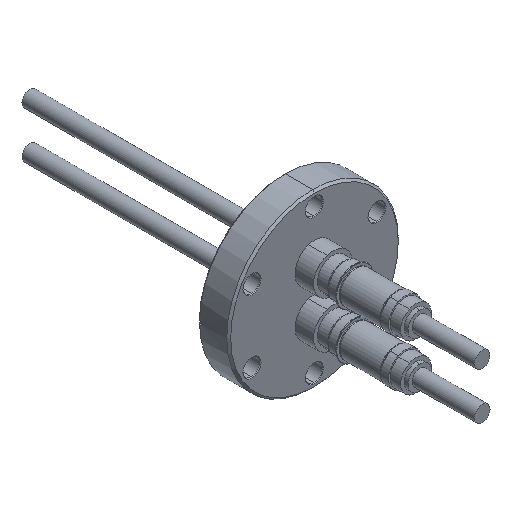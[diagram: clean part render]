
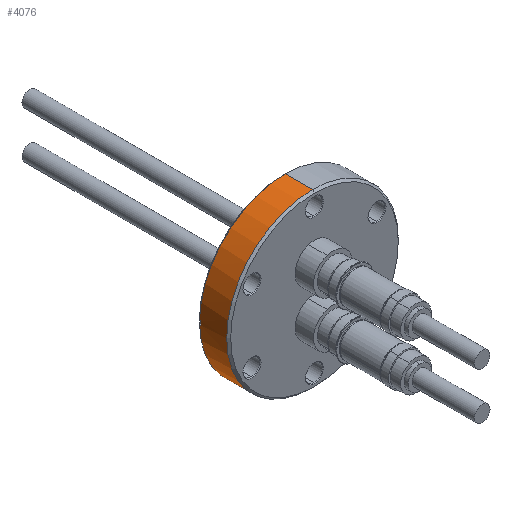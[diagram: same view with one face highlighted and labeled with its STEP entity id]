
A CAD part, isometric view. The second image highlights one B-rep face of the part: STEP entity #4076.
In plain terms, the highlighted cylindrical face has radius 34.925 mm (diameter 69.85 mm), a partial arc.
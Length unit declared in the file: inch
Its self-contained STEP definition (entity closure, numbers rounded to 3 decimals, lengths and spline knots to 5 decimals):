
#227 = EDGE_LOOP ( 'NONE', ( #1852, #1087, #5018, #4424, #601, #3849, #3124, #876 ) ) ;
#249 = DIRECTION ( 'NONE',  ( 0., -1., 0. ) ) ;
#277 = FACE_OUTER_BOUND ( 'NONE', #227, .T. ) ;
#312 = AXIS2_PLACEMENT_3D ( 'NONE', #2423, #3893, #3199 ) ;
#315 = CARTESIAN_POINT ( 'NONE',  ( 0., 0.468, 0. ) ) ;
#409 = CIRCLE ( 'NONE', #3259, 1.375 ) ;
#485 = AXIS2_PLACEMENT_3D ( 'NONE', #315, #1945, #781 ) ;
#498 = AXIS2_PLACEMENT_3D ( 'NONE', #2596, #4840, #1107 ) ;
#531 = EDGE_CURVE ( 'NONE', #3200, #4919, #4686, .T. ) ;
#601 = ORIENTED_EDGE ( 'NONE', *, *, #3949, .T. ) ;
#781 = DIRECTION ( 'NONE',  ( 0., 0., -1. ) ) ;
#870 = VERTEX_POINT ( 'NONE', #1085 ) ;
#876 = ORIENTED_EDGE ( 'NONE', *, *, #1897, .F. ) ;
#955 = LINE ( 'NONE', #1643, #4293 ) ;
#1074 = DIRECTION ( 'NONE',  ( 0., -1., 0. ) ) ;
#1085 = CARTESIAN_POINT ( 'NONE',  ( -1.37465, 0.468, -0.031 ) ) ;
#1087 = ORIENTED_EDGE ( 'NONE', *, *, #3083, .T. ) ;
#1099 = CARTESIAN_POINT ( 'NONE',  ( 0., 0., -1.375 ) ) ;
#1107 = DIRECTION ( 'NONE',  ( 0., 0., -1. ) ) ;
#1282 = VERTEX_POINT ( 'NONE', #3439 ) ;
#1378 = CIRCLE ( 'NONE', #485, 1.375 ) ;
#1464 = VECTOR ( 'NONE', #4220, 39.37008 ) ;
#1581 = DIRECTION ( 'NONE',  ( 0., -1., 0. ) ) ;
#1643 = CARTESIAN_POINT ( 'NONE',  ( -1.37465, 0., -0.031 ) ) ;
#1706 = CARTESIAN_POINT ( 'NONE',  ( -1.37465, 0.45, 0.031 ) ) ;
#1791 = CIRCLE ( 'NONE', #3728, 1.375 ) ;
#1852 = ORIENTED_EDGE ( 'NONE', *, *, #5011, .F. ) ;
#1897 = EDGE_CURVE ( 'NONE', #3478, #4554, #409, .T. ) ;
#1907 = DIRECTION ( 'NONE',  ( 0., 0., -1. ) ) ;
#1945 = DIRECTION ( 'NONE',  ( 0., -1., 0. ) ) ;
#2423 = CARTESIAN_POINT ( 'NONE',  ( 0., 0.45, 0. ) ) ;
#2424 = VERTEX_POINT ( 'NONE', #4798 ) ;
#2596 = CARTESIAN_POINT ( 'NONE',  ( 0., 0., 0. ) ) ;
#2685 = CARTESIAN_POINT ( 'NONE',  ( -1.37465, 0., 0.031 ) ) ;
#2861 = EDGE_CURVE ( 'NONE', #2424, #4554, #4560, .T. ) ;
#2909 = CARTESIAN_POINT ( 'NONE',  ( 0., 0.032, -1.375 ) ) ;
#2917 = DIRECTION ( 'NONE',  ( 0., -1., 0. ) ) ;
#2933 = VECTOR ( 'NONE', #249, 39.37008 ) ;
#3073 = CARTESIAN_POINT ( 'NONE',  ( 0., 0.032, 0. ) ) ;
#3083 = EDGE_CURVE ( 'NONE', #1282, #3771, #1378, .T. ) ;
#3124 = ORIENTED_EDGE ( 'NONE', *, *, #2861, .T. ) ;
#3199 = DIRECTION ( 'NONE',  ( 0., 0., 1. ) ) ;
#3200 = VERTEX_POINT ( 'NONE', #3396 ) ;
#3259 = AXIS2_PLACEMENT_3D ( 'NONE', #3073, #1581, #1907 ) ;
#3315 = CYLINDRICAL_SURFACE ( 'NONE', #498, 1.375 ) ;
#3396 = CARTESIAN_POINT ( 'NONE',  ( -1.37465, 0.45, -0.031 ) ) ;
#3439 = CARTESIAN_POINT ( 'NONE',  ( 0., 0.468, 1.375 ) ) ;
#3478 = VERTEX_POINT ( 'NONE', #3672 ) ;
#3672 = CARTESIAN_POINT ( 'NONE',  ( 0., 0.032, 1.375 ) ) ;
#3717 = EDGE_CURVE ( 'NONE', #3771, #4919, #4596, .T. ) ;
#3728 = AXIS2_PLACEMENT_3D ( 'NONE', #4940, #1074, #3750 ) ;
#3730 = LINE ( 'NONE', #4414, #2933 ) ;
#3750 = DIRECTION ( 'NONE',  ( 0., 0., -1. ) ) ;
#3771 = VERTEX_POINT ( 'NONE', #4649 ) ;
#3849 = ORIENTED_EDGE ( 'NONE', *, *, #4207, .T. ) ;
#3893 = DIRECTION ( 'NONE',  ( 0., 1., 0. ) ) ;
#3949 = EDGE_CURVE ( 'NONE', #3200, #870, #955, .T. ) ;
#4076 = ADVANCED_FACE ( 'NONE', ( #277 ), #3315, .T. ) ;
#4207 = EDGE_CURVE ( 'NONE', #870, #2424, #1791, .T. ) ;
#4220 = DIRECTION ( 'NONE',  ( 0., -1., 0. ) ) ;
#4293 = VECTOR ( 'NONE', #4748, 39.37008 ) ;
#4414 = CARTESIAN_POINT ( 'NONE',  ( 0., 0., 1.375 ) ) ;
#4424 = ORIENTED_EDGE ( 'NONE', *, *, #531, .F. ) ;
#4554 = VERTEX_POINT ( 'NONE', #2909 ) ;
#4560 = LINE ( 'NONE', #1099, #4662 ) ;
#4596 = LINE ( 'NONE', #2685, #1464 ) ;
#4649 = CARTESIAN_POINT ( 'NONE',  ( -1.37465, 0.468, 0.031 ) ) ;
#4662 = VECTOR ( 'NONE', #2917, 39.37008 ) ;
#4686 = CIRCLE ( 'NONE', #312, 1.375 ) ;
#4748 = DIRECTION ( 'NONE',  ( 0., 1., 0. ) ) ;
#4798 = CARTESIAN_POINT ( 'NONE',  ( 0., 0.468, -1.375 ) ) ;
#4840 = DIRECTION ( 'NONE',  ( 0., -1., 0. ) ) ;
#4919 = VERTEX_POINT ( 'NONE', #1706 ) ;
#4940 = CARTESIAN_POINT ( 'NONE',  ( 0., 0.468, 0. ) ) ;
#5011 = EDGE_CURVE ( 'NONE', #1282, #3478, #3730, .T. ) ;
#5018 = ORIENTED_EDGE ( 'NONE', *, *, #3717, .T. ) ;
